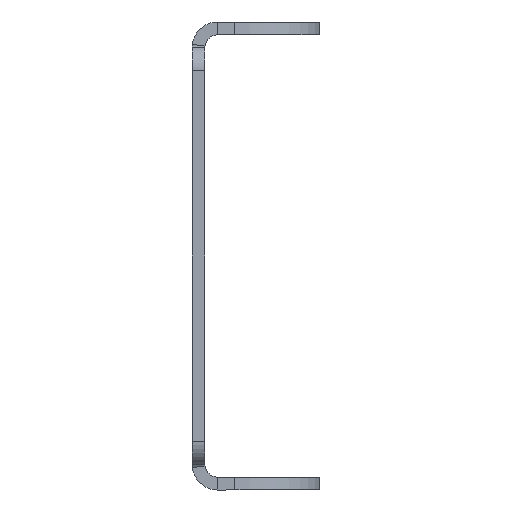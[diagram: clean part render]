
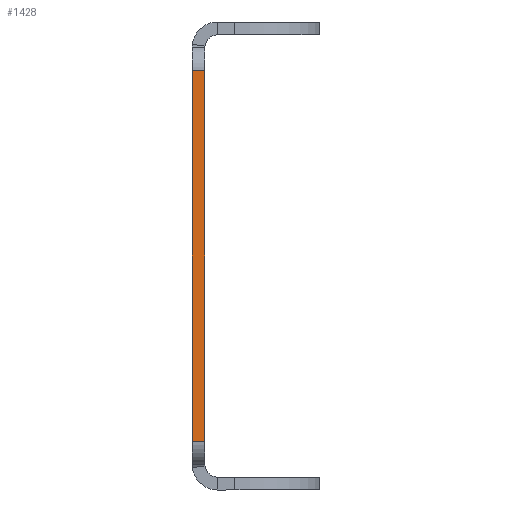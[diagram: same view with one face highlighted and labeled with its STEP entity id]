
A CAD part, left-side view. The second image highlights one B-rep face of the part: STEP entity #1428.
In plain terms, the highlighted planar face has unit normal (-1, 0, 0).
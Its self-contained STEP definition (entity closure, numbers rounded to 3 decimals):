
#94 = ORIENTED_EDGE ( 'NONE', *, *, #139, .T. ) ;
#130 = VERTEX_POINT ( 'NONE', #755 ) ;
#139 = EDGE_CURVE ( 'NONE', #1503, #789, #862, .T. ) ;
#144 = VERTEX_POINT ( 'NONE', #502 ) ;
#154 = CARTESIAN_POINT ( 'NONE',  ( -547.5, 0., 21.75 ) ) ;
#156 = EDGE_CURVE ( 'NONE', #130, #1503, #1108, .T. ) ;
#166 = AXIS2_PLACEMENT_3D ( 'NONE', #1508, #783, #203 ) ;
#203 = DIRECTION ( 'NONE',  ( 0., 0., 1. ) ) ;
#247 = EDGE_CURVE ( 'NONE', #144, #789, #323, .T. ) ;
#298 = CARTESIAN_POINT ( 'NONE',  ( -547.5, -1.5, -21.75 ) ) ;
#312 = VECTOR ( 'NONE', #644, 1000. ) ;
#322 = PLANE ( 'NONE',  #166 ) ;
#323 = LINE ( 'NONE', #762, #941 ) ;
#384 = DIRECTION ( 'NONE',  ( 0., 0., 1. ) ) ;
#400 = VECTOR ( 'NONE', #883, 1000. ) ;
#407 = LINE ( 'NONE', #298, #400 ) ;
#502 = CARTESIAN_POINT ( 'NONE',  ( -547.5, 0., -21.75 ) ) ;
#644 = DIRECTION ( 'NONE',  ( 0., 1., 0. ) ) ;
#704 = VECTOR ( 'NONE', #384, 1000. ) ;
#755 = CARTESIAN_POINT ( 'NONE',  ( -547.5, -1.5, -21.75 ) ) ;
#762 = CARTESIAN_POINT ( 'NONE',  ( -547.5, 0., 39.693 ) ) ;
#783 = DIRECTION ( 'NONE',  ( -1., 0., 0. ) ) ;
#789 = VERTEX_POINT ( 'NONE', #1384 ) ;
#851 = ORIENTED_EDGE ( 'NONE', *, *, #156, .T. ) ;
#862 = LINE ( 'NONE', #154, #312 ) ;
#883 = DIRECTION ( 'NONE',  ( 0., -1., 0. ) ) ;
#941 = VECTOR ( 'NONE', #1016, 1000. ) ;
#951 = CARTESIAN_POINT ( 'NONE',  ( -547.5, -1.5, 39.693 ) ) ;
#1016 = DIRECTION ( 'NONE',  ( 0., 0., 1. ) ) ;
#1057 = EDGE_LOOP ( 'NONE', ( #1247, #1427, #851, #94 ) ) ;
#1104 = EDGE_CURVE ( 'NONE', #144, #130, #407, .T. ) ;
#1108 = LINE ( 'NONE', #951, #704 ) ;
#1198 = CARTESIAN_POINT ( 'NONE',  ( -547.5, -1.5, 21.75 ) ) ;
#1247 = ORIENTED_EDGE ( 'NONE', *, *, #247, .F. ) ;
#1252 = FACE_OUTER_BOUND ( 'NONE', #1057, .T. ) ;
#1384 = CARTESIAN_POINT ( 'NONE',  ( -547.5, 0., 21.75 ) ) ;
#1427 = ORIENTED_EDGE ( 'NONE', *, *, #1104, .T. ) ;
#1428 = ADVANCED_FACE ( 'NONE', ( #1252 ), #322, .T. ) ;
#1503 = VERTEX_POINT ( 'NONE', #1198 ) ;
#1508 = CARTESIAN_POINT ( 'NONE',  ( -547.5, -1.5, 39.693 ) ) ;
